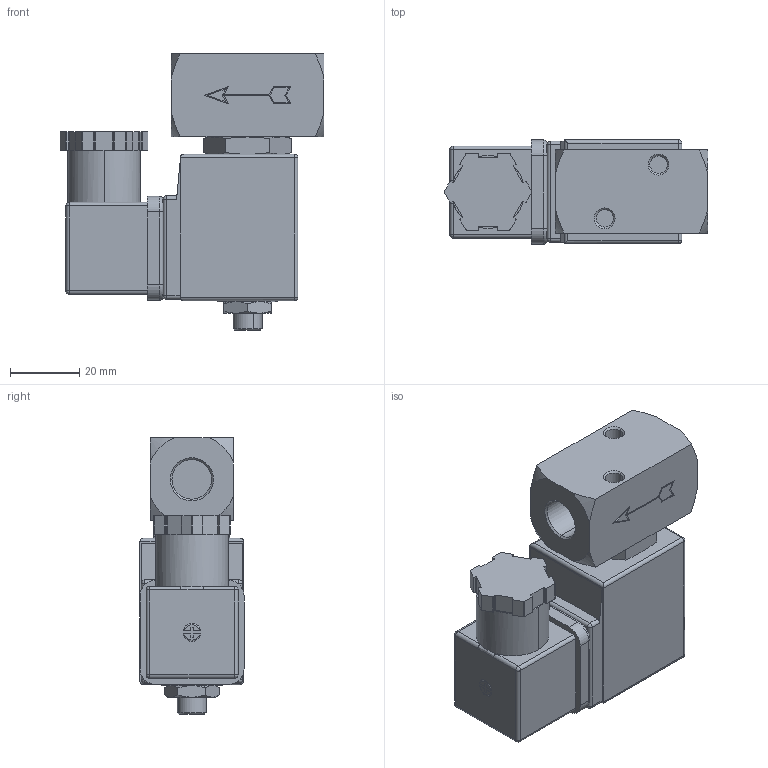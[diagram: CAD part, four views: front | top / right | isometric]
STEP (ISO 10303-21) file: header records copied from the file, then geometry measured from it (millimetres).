
FILE_DESCRIPTION (( 'STEP AP203' ), '1' );
FILE_NAME ('214.STEP', '2016-12-21T13:38:09', ( '' ), ( '' ), 'SwSTEP 2.0', 'SolidWorks 2015', '' );
FILE_SCHEMA (( 'CONFIG_CONTROL_DESIGN' ));
Length unit declared in the file: millimetre
Products named in the file (1): 214
Bounding box: 76.07 x 30.02 x 79.75 mm (x, y, z)
Volume: 100690.4 mm3; surface area: 18668.8 mm2
Topology: 1 solids, 1 shells, 307 faces, 767 edges, 468 vertices
Faces by surface type: plane 157, cylinder 84, cone 46, sphere 12, torus 7, bspline 1
Entity records: 9315 total; most frequent: CARTESIAN_POINT 1965, DIRECTION 1539, ORIENTED_EDGE 1510, EDGE_CURVE 755, AXIS2_PLACEMENT_3D 554, VERTEX_POINT 468, LINE 431, VECTOR 431
